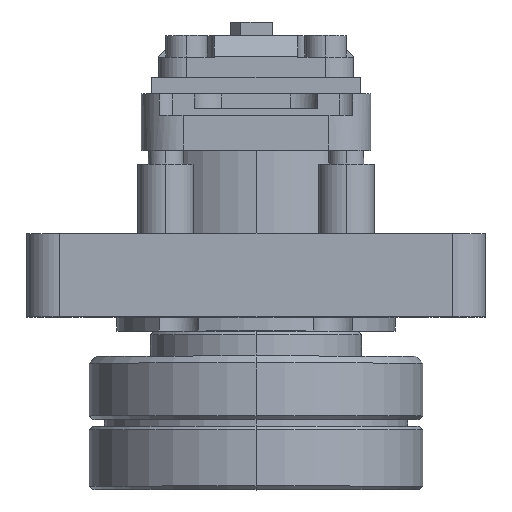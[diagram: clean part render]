
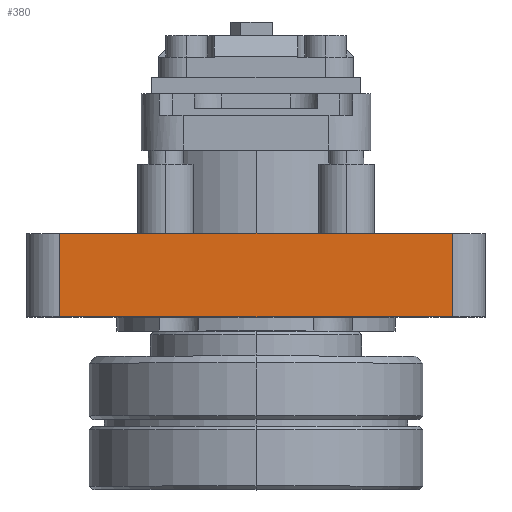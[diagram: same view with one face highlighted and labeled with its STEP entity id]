
A CAD part, top view. The second image highlights one B-rep face of the part: STEP entity #380.
In plain terms, the highlighted planar face has unit normal (0, 0, 1).
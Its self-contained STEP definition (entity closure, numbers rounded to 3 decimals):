
#380=ADVANCED_FACE('',(#673),#2786,.T.);
#673=FACE_OUTER_BOUND('',#980,.F.);
#980=EDGE_LOOP('',(#1404,#1405,#1406,#1407));
#1404=ORIENTED_EDGE('',*,*,#4897,.F.);
#1405=ORIENTED_EDGE('',*,*,#4762,.F.);
#1406=ORIENTED_EDGE('',*,*,#4846,.T.);
#1407=ORIENTED_EDGE('',*,*,#4770,.T.);
#2786=PLANE('',#6633);
#3908=LINE('',#9103,#4320);
#3913=LINE('',#9111,#4325);
#3942=LINE('',#9213,#4354);
#3968=LINE('',#9264,#4380);
#4320=VECTOR('',#6996,6.);
#4325=VECTOR('',#7007,6.);
#4354=VECTOR('',#7122,28.2);
#4380=VECTOR('',#7198,28.2);
#4762=EDGE_CURVE('',#6228,#6231,#3908,.T.);
#4770=EDGE_CURVE('',#6221,#6222,#3913,.T.);
#4846=EDGE_CURVE('',#6228,#6221,#3942,.T.);
#4897=EDGE_CURVE('',#6231,#6222,#3968,.T.);
#6221=VERTEX_POINT('',#9012);
#6222=VERTEX_POINT('',#9013);
#6228=VERTEX_POINT('',#9019);
#6231=VERTEX_POINT('',#9022);
#6633=AXIS2_PLACEMENT_3D('',#9848,#8000,#8001);
#6996=DIRECTION('',(0.,1.,0.));
#7007=DIRECTION('',(0.,1.,0.));
#7122=DIRECTION('',(-1.,0.,0.));
#7198=DIRECTION('',(-1.,0.,0.));
#8000=DIRECTION('',(0.,0.,1.));
#8001=DIRECTION('',(-1.,0.,0.));
#9012=CARTESIAN_POINT('',(-14.1,1.,17.));
#9013=CARTESIAN_POINT('',(-14.1,7.,17.));
#9019=CARTESIAN_POINT('',(14.1,1.,17.));
#9022=CARTESIAN_POINT('',(14.1,7.,17.));
#9103=CARTESIAN_POINT('',(14.1,1.,17.));
#9111=CARTESIAN_POINT('',(-14.1,1.,17.));
#9213=CARTESIAN_POINT('',(14.1,1.,17.));
#9264=CARTESIAN_POINT('',(14.1,7.,17.));
#9848=CARTESIAN_POINT('',(16.83,7.33,17.));
